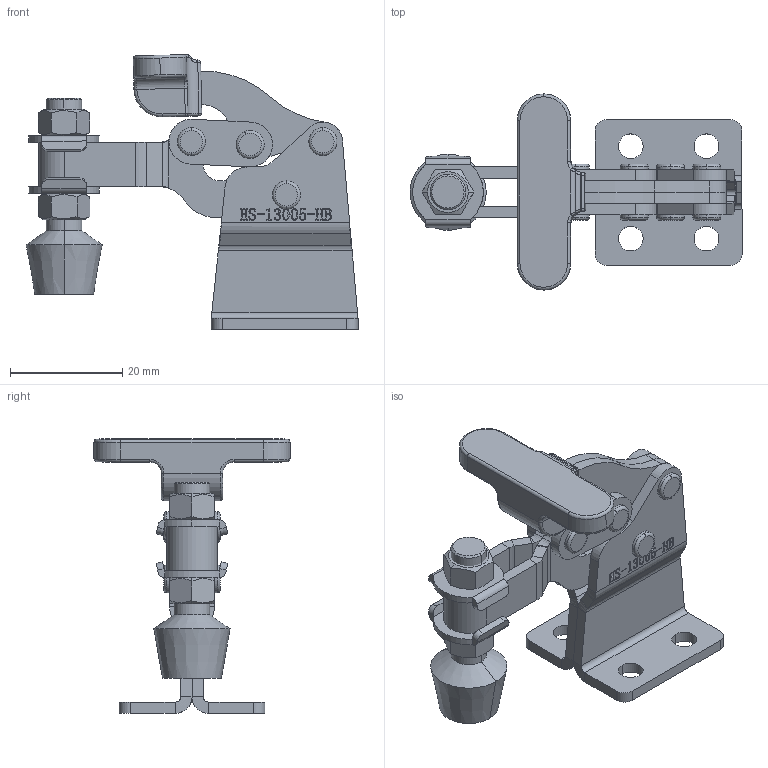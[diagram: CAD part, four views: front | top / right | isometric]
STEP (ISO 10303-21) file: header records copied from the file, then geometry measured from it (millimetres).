
FILE_DESCRIPTION (( 'STEP AP203' ), '1' );
FILE_NAME ('HS-13005-HB.STEP', '2019-10-12T08:47:42', ( '微软用户' ), ( '微软中国' ), 'SwSTEP 2.0', 'SolidWorks 2012', '' );
FILE_SCHEMA (( 'CONFIG_CONTROL_DESIGN' ));
Length unit declared in the file: millimetre
Products named in the file (12): HS-13005-HB; FC-10138; HS-13005(T)揤輸; hex nuts, style 1-grades ab gb_GB_FASTENER_NUT_SNAB1 M5-S; FW-100; HS-13005(T)  T倰忒梟; HS-13005(T)蟀裝; HS-13005(T)忒參; HS-13005(T)穩隊; HS-13005(T)揤參; HS-13005-HB楊擘菁釱酘; HS-13005-HB楊擘菁釱衵
Assembly tree (18 placements, depth 3):
  HS-13005-HB
    HS-13005-HB楊擘菁釱衵
    HS-13005-HB楊擘菁釱酘
    HS-13005(T)揤參
    HS-13005(T)穩隊  x4
    HS-13005(T)忒參
    HS-13005(T)蟀裝  x2
    HS-13005(T)  T倰忒梟  x2
    FW-100  x2
    hex nuts, style 1-grades ab gb_GB_FASTENER_NUT_SNAB1 M5-S  x2
    FC-10138
      HS-13005(T)揤輸
Bounding box: 59.27 x 35 x 49.04 mm (x, y, z)
Volume: 11765.1 mm3; surface area: 13505.7 mm2
Topology: 18 solids, 18 shells, 911 faces, 2236 edges, 1390 vertices
Faces by surface type: plane 389, cylinder 217, bspline 171, cone 94, torus 34, sphere 6
Entity records: 31792 total; most frequent: CARTESIAN_POINT 13236, ORIENTED_EDGE 3776, DIRECTION 3104, EDGE_CURVE 1888, VERTEX_POINT 1188, LINE 1168, VECTOR 1168, AXIS2_PLACEMENT_3D 968
